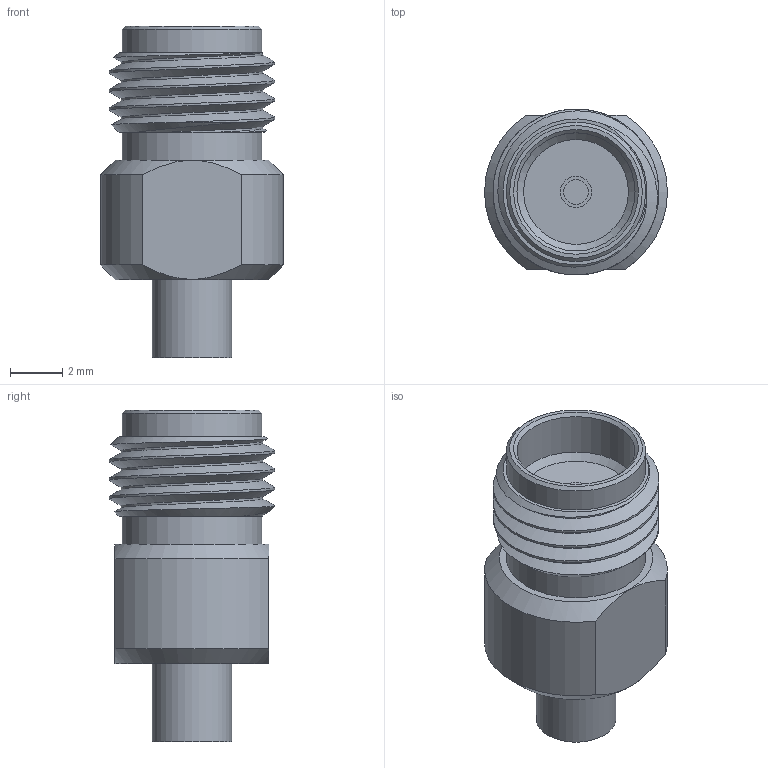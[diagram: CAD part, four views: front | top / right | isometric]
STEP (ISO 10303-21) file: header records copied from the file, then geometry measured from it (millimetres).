
FILE_DESCRIPTION (( 'STEP AP203' ), '1' );
FILE_NAME ('SC3519A_3D.step', '2023-02-07T20:59:31', ( '' ), ( '' ), 'SwSTEP 2.0', 'SolidWorks 2022', '' );
FILE_SCHEMA (( 'CONFIG_CONTROL_DESIGN' ));
Length unit declared in the file: inch
Products named in the file (1): SC3519A_3D
Bounding box: 7 x 6.35 x 12.7 mm (x, y, z)
Volume: 263 mm3; surface area: 419.7 mm2
Topology: 2 solids, 2 shells, 34 faces, 71 edges, 48 vertices
Faces by surface type: plane 13, cylinder 11, cone 7, bspline 3
Full cylindrical faces by diameter (mm): 0.94 x1, 1.194 x2, 2.311 x1, 3.048 x1, 4.521 x1, 5.334 x2
Entity records: 1924 total; most frequent: CARTESIAN_POINT 1230, DIRECTION 126, ORIENTED_EDGE 102, AXIS2_PLACEMENT_3D 61, EDGE_LOOP 56, EDGE_CURVE 51, FACE_OUTER_BOUND 42, VERTEX_POINT 41
